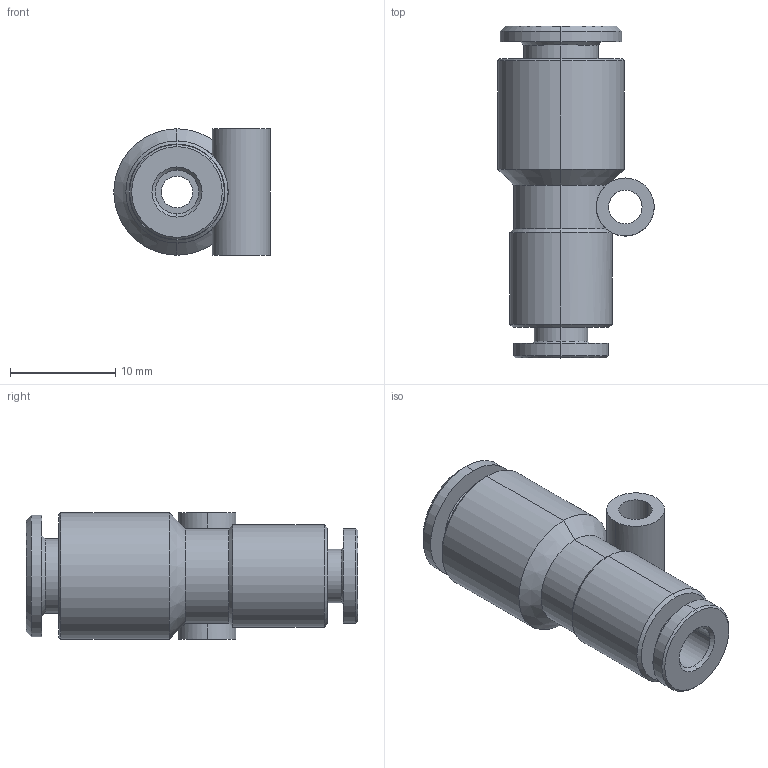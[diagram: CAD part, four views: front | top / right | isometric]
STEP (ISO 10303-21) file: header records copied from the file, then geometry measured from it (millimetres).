
FILE_DESCRIPTION (( 'STEP AP203' ), '1' );
FILE_NAME ('B0153010.STEP', '2011-04-14T06:37:42', ( 'Flavio' ), ( '' ), 'SwSTEP 2.0', 'SolidWorks 2009', '' );
FILE_SCHEMA (( 'CONFIG_CONTROL_DESIGN' ));
Length unit declared in the file: millimetre
Products named in the file (1): B0153010
Bounding box: 14.85 x 31.5 x 12 mm (x, y, z)
Volume: 2101 mm3; surface area: 2188.1 mm2
Topology: 1 solids, 1 shells, 56 faces, 124 edges, 76 vertices
Faces by surface type: cylinder 25, cone 21, plane 10
Entity records: 1718 total; most frequent: CARTESIAN_POINT 347, DIRECTION 301, ORIENTED_EDGE 248, AXIS2_PLACEMENT_3D 128, EDGE_CURVE 124, VERTEX_POINT 76, CIRCLE 71, EDGE_LOOP 66
